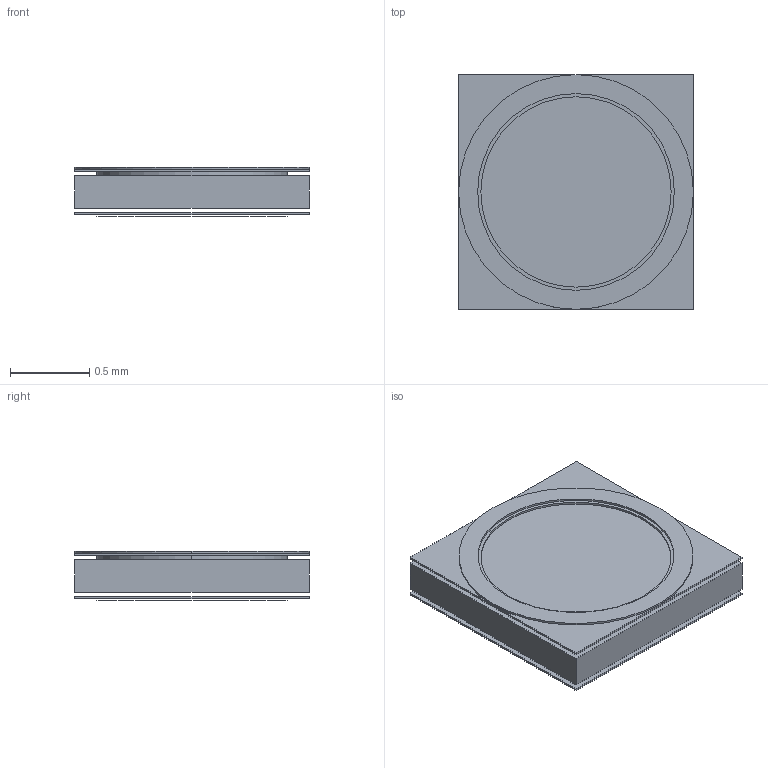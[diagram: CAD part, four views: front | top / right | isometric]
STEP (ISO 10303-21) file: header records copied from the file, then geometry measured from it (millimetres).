
FILE_DESCRIPTION(('STEP AP214'),'1');
FILE_NAME('bare probe.stp','2020-09-02T05:49:10',(' '),(' '),'Spatial InterOp 3D',' ',' ');
FILE_SCHEMA(('AUTOMOTIVE_DESIGN { 1 0 10303 214 1 1 1 1 }'));
Length unit declared in the file: millimetre
Products named in the file (10): Pins; PIN; bare_round_probe_hole.dra; Shapes; SILKSCREEN_TOP; SOLDERMASK_TOP; Dielectric; SOLDERMASK_BOTTOM; Symbols; ASSEM1
Assembly tree (9 placements, depth 3):
  bare_round_probe_hole.dra
    Pins
      PIN
    Shapes
      SILKSCREEN_TOP
      SOLDERMASK_TOP
      Dielectric
      SOLDERMASK_BOTTOM
    Symbols
      ASSEM1
Bounding box: 1.48 x 1.48 x 0.32 mm (x, y, z)
Volume: 0.5 mm3; surface area: 16.9 mm2
Topology: 5 solids, 6 shells, 31 faces, 62 edges, 42 vertices
Faces by surface type: plane 23, cylinder 8
Entity records: 1349 total; most frequent: DIRECTION 168, CARTESIAN_POINT 148, ORIENTED_EDGE 122, AXIS2_PLACEMENT_3D 62, EDGE_CURVE 62, LINE 44, VECTOR 44, VERTEX_POINT 42
